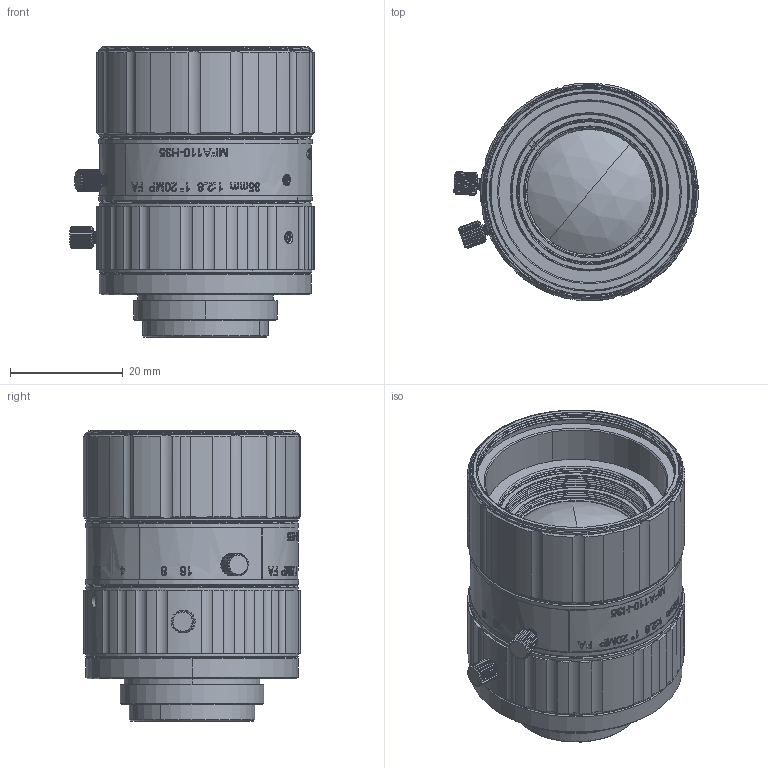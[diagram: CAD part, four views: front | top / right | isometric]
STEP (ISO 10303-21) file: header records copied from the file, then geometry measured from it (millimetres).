
FILE_DESCRIPTION (( 'STEP AP203' ), '1' );
FILE_NAME ('MFA110-H35.STEP', '2021-01-04T06:06:31', ( '' ), ( '' ), 'SwSTEP 2.0', 'SolidWorks 2017', '' );
FILE_SCHEMA (( 'CONFIG_CONTROL_DESIGN' ));
Length unit declared in the file: millimetre
Products named in the file (12): 60028-SQ（带标签）.sldasm-Part-10; 60028-SQ（带标签）.sldasm-Part-8; 60028-SQ（带标签）.sldasm-Part-11; 60028-SQ（带标签）.sldasm-Part-4; 60028-SQ（带标签）.sldasm-Part-6; 60028-SQ（带标签）.sldasm-Part-5; MFA110-H35; 60028-SQ（带标签）.sldasm-Part-3; 60028-SQ（带标签）.sldasm-Part-1; 60028-SQ（带标签）.sldasm-Part-9; 60028-SQ（带标签）.sldasm-Part-7; 60028-SQ（带标签）.sldasm-Part-2
Assembly tree (11 placements, depth 2):
  MFA110-H35
    60028-SQ（带标签）.sldasm-Part-1
    60028-SQ（带标签）.sldasm-Part-2
    60028-SQ（带标签）.sldasm-Part-3
    60028-SQ（带标签）.sldasm-Part-4
    60028-SQ（带标签）.sldasm-Part-5
    60028-SQ（带标签）.sldasm-Part-6
    60028-SQ（带标签）.sldasm-Part-7
    60028-SQ（带标签）.sldasm-Part-8
    60028-SQ（带标签）.sldasm-Part-9
    60028-SQ（带标签）.sldasm-Part-10
    60028-SQ（带标签）.sldasm-Part-11
Bounding box: 43.36 x 38.59 x 51.44 mm (x, y, z)
Volume: 40836.7 mm3; surface area: 24364.9 mm2
Topology: 11 solids, 12 shells, 5068 faces, 14474 edges, 9550 vertices
Faces by surface type: plane 3679, cylinder 819, bspline 285, cone 271, torus 12, sphere 2
Entity records: 269877 total; most frequent: CARTESIAN_POINT 155047, ORIENTED_EDGE 28948, DIRECTION 16830, EDGE_CURVE 14474, VERTEX_POINT 9550, B_SPLINE_CURVE_WITH_KNOTS 6509, AXIS2_PLACEMENT_3D 6100, EDGE_LOOP 5220
